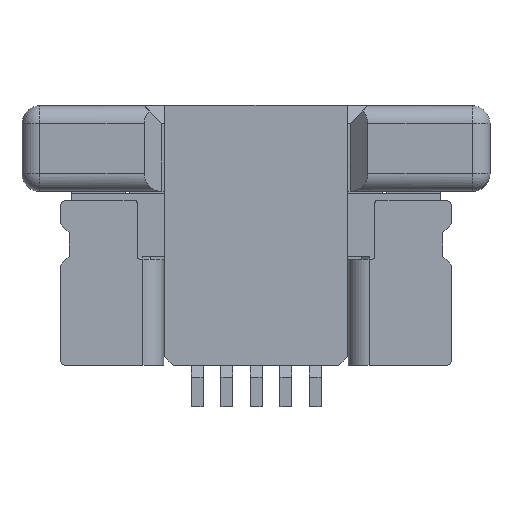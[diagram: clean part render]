
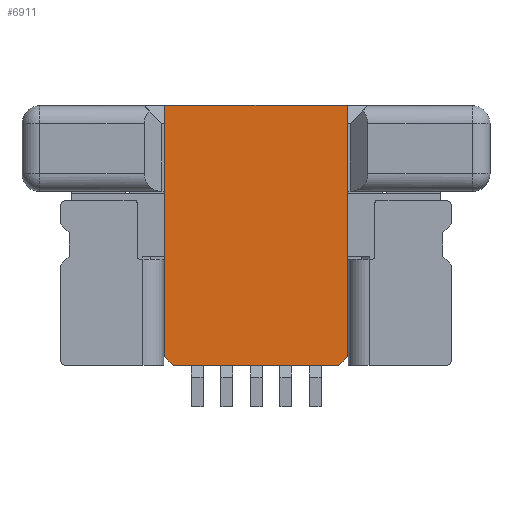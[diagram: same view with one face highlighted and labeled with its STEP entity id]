
A CAD part, front view. The second image highlights one B-rep face of the part: STEP entity #6911.
In plain terms, the highlighted planar face has unit normal (0, -1, 0).
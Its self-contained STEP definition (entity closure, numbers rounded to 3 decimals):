
#544=DIRECTION('',(1.,0.,0.));
#545=VECTOR('',#544,2.8);
#546=CARTESIAN_POINT('',(-1.4,-1.,-4.4));
#547=LINE('',#546,#545);
#1314=DIRECTION('',(0.,0.,-1.));
#1315=VECTOR('',#1314,4.26);
#1316=CARTESIAN_POINT('',(1.55,-1.,0.01));
#1317=LINE('',#1316,#1315);
#2575=DIRECTION('',(0.707,0.,-0.707));
#2576=VECTOR('',#2575,0.212);
#2577=CARTESIAN_POINT('',(-1.55,-1.,-4.25));
#2578=LINE('',#2577,#2576);
#2579=DIRECTION('',(0.,0.,-1.));
#2580=VECTOR('',#2579,4.26);
#2581=CARTESIAN_POINT('',(-1.55,-1.,0.01));
#2582=LINE('',#2581,#2580);
#2583=DIRECTION('',(1.,0.,0.));
#2584=VECTOR('',#2583,3.1);
#2585=CARTESIAN_POINT('',(-1.55,-1.,0.01));
#2586=LINE('',#2585,#2584);
#2587=DIRECTION('',(0.707,0.,0.707));
#2588=VECTOR('',#2587,0.212);
#2589=CARTESIAN_POINT('',(1.4,-1.,-4.4));
#2590=LINE('',#2589,#2588);
#3186=CARTESIAN_POINT('',(-1.55,-1.,0.01));
#3187=CARTESIAN_POINT('',(1.55,-1.,0.01));
#3188=VERTEX_POINT('',#3186);
#3189=VERTEX_POINT('',#3187);
#3228=CARTESIAN_POINT('',(-1.55,-1.,-4.25));
#3229=VERTEX_POINT('',#3228);
#3230=CARTESIAN_POINT('',(-1.4,-1.,-4.4));
#3231=VERTEX_POINT('',#3230);
#3232=CARTESIAN_POINT('',(1.4,-1.,-4.4));
#3233=CARTESIAN_POINT('',(1.55,-1.,-4.25));
#3234=VERTEX_POINT('',#3232);
#3235=VERTEX_POINT('',#3233);
#6897=CARTESIAN_POINT('',(1.4,-1.,-4.4));
#6898=DIRECTION('',(0.,-1.,0.));
#6899=DIRECTION('',(-1.,0.,0.));
#6900=AXIS2_PLACEMENT_3D('',#6897,#6898,#6899);
#6901=PLANE('',#6900);
#6902=ORIENTED_EDGE('',*,*,#4317,.F.);
#6903=ORIENTED_EDGE('',*,*,#4340,.F.);
#6904=ORIENTED_EDGE('',*,*,#6891,.T.);
#6905=ORIENTED_EDGE('',*,*,#5056,.T.);
#6907=ORIENTED_EDGE('',*,*,#6906,.F.);
#6908=ORIENTED_EDGE('',*,*,#4175,.F.);
#6909=EDGE_LOOP('',(#6902,#6903,#6904,#6905,#6907,#6908));
#6910=FACE_OUTER_BOUND('',#6909,.F.);
#4175=EDGE_CURVE('',#3231,#3234,#547,.T.);
#4317=EDGE_CURVE('',#3229,#3231,#2578,.T.);
#4340=EDGE_CURVE('',#3188,#3229,#2582,.T.);
#5056=EDGE_CURVE('',#3189,#3235,#1317,.T.);
#6891=EDGE_CURVE('',#3188,#3189,#2586,.T.);
#6906=EDGE_CURVE('',#3234,#3235,#2590,.T.);
#6911=ADVANCED_FACE('',(#6910),#6901,.T.);
